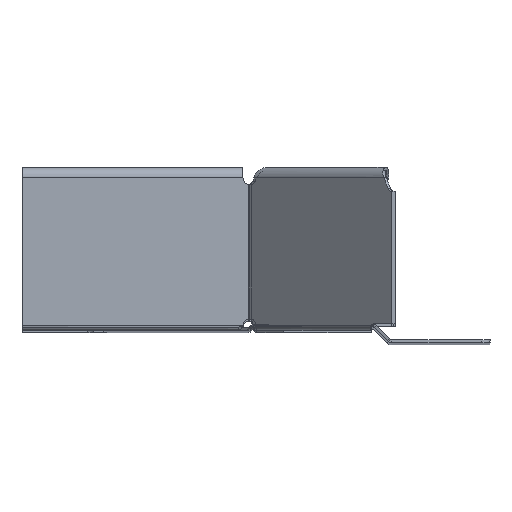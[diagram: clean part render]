
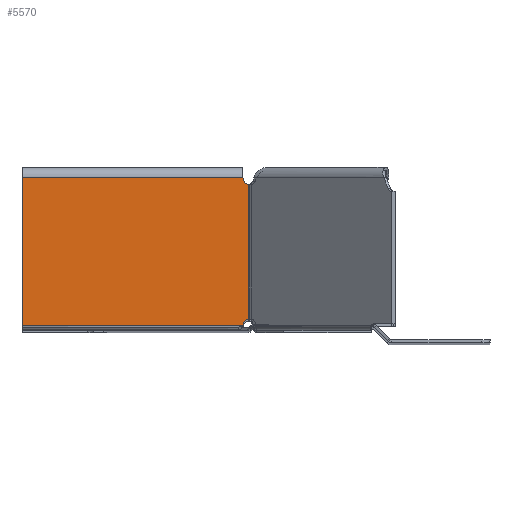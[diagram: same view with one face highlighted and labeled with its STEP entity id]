
A CAD part, top view. The second image highlights one B-rep face of the part: STEP entity #5570.
In plain terms, the highlighted face is planar.
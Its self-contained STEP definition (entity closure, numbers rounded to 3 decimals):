
#42 = VERTEX_POINT ( 'NONE', #294 ) ;
#241 = CARTESIAN_POINT ( 'NONE',  ( -206.54, 1.75, -6.75 ) ) ;
#292 = DIRECTION ( 'NONE',  ( 0., 0., 1. ) ) ;
#294 = CARTESIAN_POINT ( 'NONE',  ( -78.98, 51.031, -6.75 ) ) ;
#302 = CARTESIAN_POINT ( 'NONE',  ( -79.35, 53.25, -6.75 ) ) ;
#327 = AXIS2_PLACEMENT_3D ( 'NONE', #3569, #1509, #1087 ) ;
#405 = VECTOR ( 'NONE', #1128, 1000. ) ;
#407 = VECTOR ( 'NONE', #4422, 1000. ) ;
#547 = VERTEX_POINT ( 'NONE', #2671 ) ;
#676 = CARTESIAN_POINT ( 'NONE',  ( 0., 53.25, -6.75 ) ) ;
#690 = VERTEX_POINT ( 'NONE', #1571 ) ;
#1087 = DIRECTION ( 'NONE',  ( 0., 1., 0. ) ) ;
#1114 = CARTESIAN_POINT ( 'NONE',  ( -206.54, 53.25, -6.75 ) ) ;
#1128 = DIRECTION ( 'NONE',  ( 0., 1., 0. ) ) ;
#1179 = ORIENTED_EDGE ( 'NONE', *, *, #3447, .T. ) ;
#1405 = ORIENTED_EDGE ( 'NONE', *, *, #1736, .T. ) ;
#1509 = DIRECTION ( 'NONE',  ( 0., 0., -1. ) ) ;
#1571 = CARTESIAN_POINT ( 'NONE',  ( -78.98, 3.969, -6.75 ) ) ;
#1577 = CARTESIAN_POINT ( 'NONE',  ( -78.98, 0., -6.75 ) ) ;
#1634 = CARTESIAN_POINT ( 'NONE',  ( -77.1, 53.25, -6.75 ) ) ;
#1647 = ORIENTED_EDGE ( 'NONE', *, *, #3575, .F. ) ;
#1736 = EDGE_CURVE ( 'NONE', #690, #42, #5022, .T. ) ;
#1747 = ORIENTED_EDGE ( 'NONE', *, *, #2751, .F. ) ;
#1954 = VECTOR ( 'NONE', #2483, 1000. ) ;
#2066 = AXIS2_PLACEMENT_3D ( 'NONE', #302, #4248, #5119 ) ;
#2123 = PLANE ( 'NONE',  #4448 ) ;
#2223 = VECTOR ( 'NONE', #4645, 1000. ) ;
#2433 = CIRCLE ( 'NONE', #327, 2.25 ) ;
#2478 = DIRECTION ( 'NONE',  ( 0., 1., 0. ) ) ;
#2483 = DIRECTION ( 'NONE',  ( 1., 0., 0. ) ) ;
#2535 = FACE_OUTER_BOUND ( 'NONE', #3049, .T. ) ;
#2671 = CARTESIAN_POINT ( 'NONE',  ( 0., 1.75, -6.75 ) ) ;
#2714 = EDGE_CURVE ( 'NONE', #4503, #547, #2938, .T. ) ;
#2751 = EDGE_CURVE ( 'NONE', #4626, #42, #3802, .T. ) ;
#2938 = LINE ( 'NONE', #241, #2223 ) ;
#3049 = EDGE_LOOP ( 'NONE', ( #1405, #1747, #1179, #1647, #5001, #3912 ) ) ;
#3447 = EDGE_CURVE ( 'NONE', #4626, #4796, #5511, .T. ) ;
#3504 = CARTESIAN_POINT ( 'NONE',  ( 0., 0., -6.75 ) ) ;
#3569 = CARTESIAN_POINT ( 'NONE',  ( -79.35, 1.75, -6.75 ) ) ;
#3575 = EDGE_CURVE ( 'NONE', #547, #4796, #3876, .T. ) ;
#3750 = CARTESIAN_POINT ( 'NONE',  ( -206.54, 0., -6.75 ) ) ;
#3802 = CIRCLE ( 'NONE', #2066, 2.25 ) ;
#3876 = LINE ( 'NONE', #3504, #407 ) ;
#3912 = ORIENTED_EDGE ( 'NONE', *, *, #4773, .F. ) ;
#4248 = DIRECTION ( 'NONE',  ( 0., 0., -1. ) ) ;
#4260 = CARTESIAN_POINT ( 'NONE',  ( -77.1, 1.75, -6.75 ) ) ;
#4422 = DIRECTION ( 'NONE',  ( 0., 1., 0. ) ) ;
#4448 = AXIS2_PLACEMENT_3D ( 'NONE', #3750, #292, #2478 ) ;
#4503 = VERTEX_POINT ( 'NONE', #4260 ) ;
#4626 = VERTEX_POINT ( 'NONE', #1634 ) ;
#4645 = DIRECTION ( 'NONE',  ( 1., 0., 0. ) ) ;
#4773 = EDGE_CURVE ( 'NONE', #690, #4503, #2433, .T. ) ;
#4796 = VERTEX_POINT ( 'NONE', #676 ) ;
#5001 = ORIENTED_EDGE ( 'NONE', *, *, #2714, .F. ) ;
#5022 = LINE ( 'NONE', #1577, #405 ) ;
#5119 = DIRECTION ( 'NONE',  ( 0., 1., 0. ) ) ;
#5511 = LINE ( 'NONE', #1114, #1954 ) ;
#5570 = ADVANCED_FACE ( 'NONE', ( #2535 ), #2123, .F. ) ;
